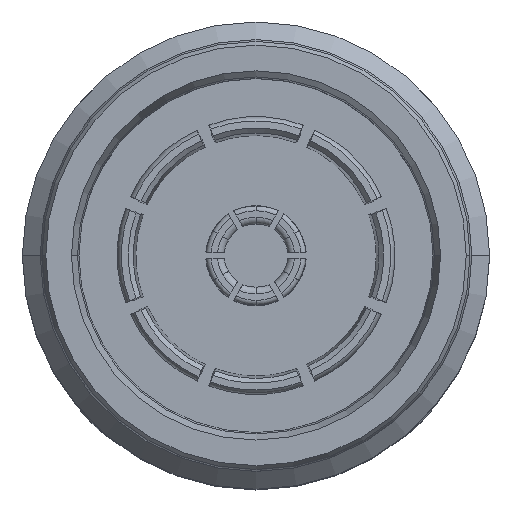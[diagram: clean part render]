
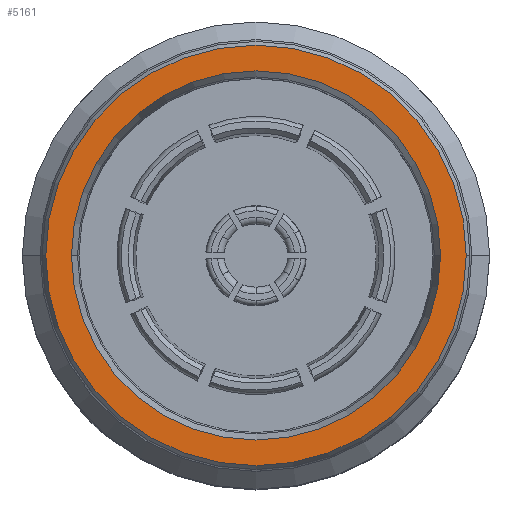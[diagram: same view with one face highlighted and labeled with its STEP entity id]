
A CAD part, top view. The second image highlights one B-rep face of the part: STEP entity #5161.
In plain terms, the highlighted planar face has unit normal (0, 0, 1).
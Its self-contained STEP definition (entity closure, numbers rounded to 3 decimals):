
#27 = CIRCLE ( 'NONE', #8100, 7.9 ) ;
#83 = DIRECTION ( 'NONE',  ( 0., 0., 1. ) ) ;
#114 = ORIENTED_EDGE ( 'NONE', *, *, #5176, .F. ) ;
#241 = EDGE_CURVE ( 'NONE', #8974, #9743, #918, .T. ) ;
#761 = CIRCLE ( 'NONE', #2204, 9. ) ;
#918 = CIRCLE ( 'NONE', #6886, 7.9 ) ;
#1917 = PLANE ( 'NONE',  #2027 ) ;
#2027 = AXIS2_PLACEMENT_3D ( 'NONE', #7960, #3420, #9491 ) ;
#2147 = DIRECTION ( 'NONE',  ( 0., 0., 1. ) ) ;
#2204 = AXIS2_PLACEMENT_3D ( 'NONE', #5062, #2820, #3542 ) ;
#2287 = AXIS2_PLACEMENT_3D ( 'NONE', #7825, #4005, #9227 ) ;
#2820 = DIRECTION ( 'NONE',  ( 0., 0., 1. ) ) ;
#2858 = CARTESIAN_POINT ( 'NONE',  ( 9., 0., 0. ) ) ;
#3105 = ORIENTED_EDGE ( 'NONE', *, *, #7304, .T. ) ;
#3252 = EDGE_LOOP ( 'NONE', ( #5757, #114 ) ) ;
#3415 = CARTESIAN_POINT ( 'NONE',  ( 7.9, 0., 0. ) ) ;
#3420 = DIRECTION ( 'NONE',  ( 0., 0., -1. ) ) ;
#3542 = DIRECTION ( 'NONE',  ( 1., 0., 0. ) ) ;
#4005 = DIRECTION ( 'NONE',  ( 0., 0., 1. ) ) ;
#4342 = CIRCLE ( 'NONE', #2287, 9. ) ;
#5062 = CARTESIAN_POINT ( 'NONE',  ( 0., 0., 0. ) ) ;
#5161 = ADVANCED_FACE ( 'NONE', ( #7193, #7671 ), #1917, .F. ) ;
#5176 = EDGE_CURVE ( 'NONE', #9743, #8974, #27, .T. ) ;
#5203 = CARTESIAN_POINT ( 'NONE',  ( 0., 0., 0. ) ) ;
#5324 = EDGE_LOOP ( 'NONE', ( #3105, #7032 ) ) ;
#5691 = EDGE_CURVE ( 'NONE', #8559, #6451, #4342, .T. ) ;
#5757 = ORIENTED_EDGE ( 'NONE', *, *, #241, .F. ) ;
#6053 = CARTESIAN_POINT ( 'NONE',  ( 0., 0., 0. ) ) ;
#6451 = VERTEX_POINT ( 'NONE', #7683 ) ;
#6557 = DIRECTION ( 'NONE',  ( 1., 0., 0. ) ) ;
#6737 = DIRECTION ( 'NONE',  ( 1., 0., 0. ) ) ;
#6886 = AXIS2_PLACEMENT_3D ( 'NONE', #6053, #83, #6737 ) ;
#7032 = ORIENTED_EDGE ( 'NONE', *, *, #5691, .T. ) ;
#7193 = FACE_OUTER_BOUND ( 'NONE', #5324, .T. ) ;
#7304 = EDGE_CURVE ( 'NONE', #6451, #8559, #761, .T. ) ;
#7671 = FACE_BOUND ( 'NONE', #3252, .T. ) ;
#7683 = CARTESIAN_POINT ( 'NONE',  ( -9., 0., 0. ) ) ;
#7825 = CARTESIAN_POINT ( 'NONE',  ( 0., 0., 0. ) ) ;
#7960 = CARTESIAN_POINT ( 'NONE',  ( 0., 0., 0. ) ) ;
#8100 = AXIS2_PLACEMENT_3D ( 'NONE', #5203, #2147, #6557 ) ;
#8559 = VERTEX_POINT ( 'NONE', #2858 ) ;
#8974 = VERTEX_POINT ( 'NONE', #3415 ) ;
#9227 = DIRECTION ( 'NONE',  ( 1., 0., 0. ) ) ;
#9491 = DIRECTION ( 'NONE',  ( -1., 0., 0. ) ) ;
#9736 = CARTESIAN_POINT ( 'NONE',  ( -7.9, 0., 0. ) ) ;
#9743 = VERTEX_POINT ( 'NONE', #9736 ) ;
